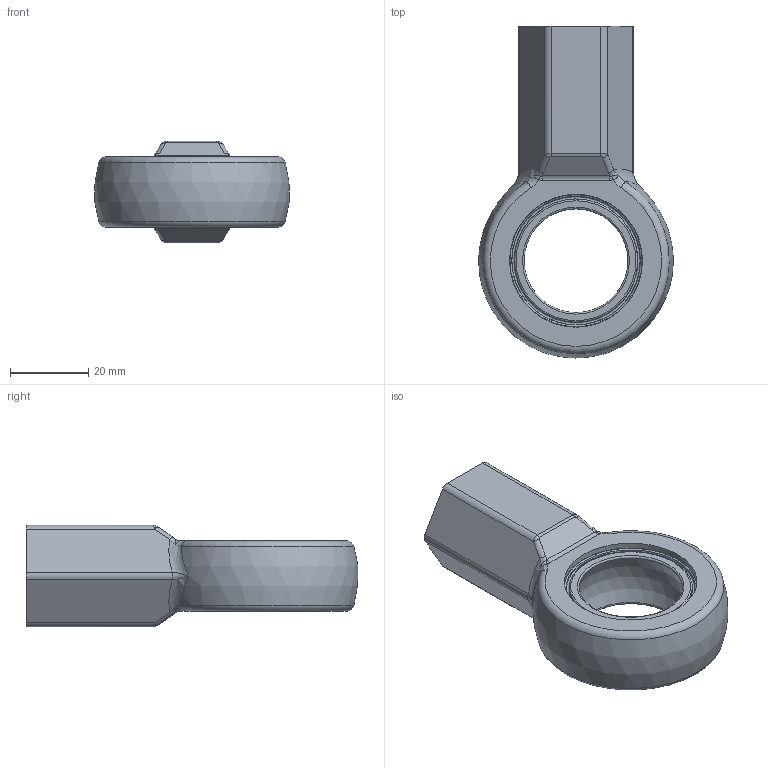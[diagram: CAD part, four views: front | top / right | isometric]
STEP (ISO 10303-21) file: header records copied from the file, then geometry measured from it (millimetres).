
FILE_DESCRIPTION(/* description */ (''),/* implementation_level */ '2;1');
FILE_NAME(/* name */ 'JOINT_EYE_END v1.step',/* time_stamp */ '2023-09-26T17:08:07+02:00',/* author */ (''),/* organization */ (''),/* preprocessor_version */ 'ST-DEVELOPER v20',/* originating_system */ 'Autodesk Translation Framework v12.14.0.127',/* authorisation */ '');
FILE_SCHEMA (('AUTOMOTIVE_DESIGN { 1 0 10303 214 3 1 1 }'));
Length unit declared in the file: millimetre
Products named in the file (1): JOINT_EYE_END
Bounding box: 49.69 x 84.87 x 26 mm (x, y, z)
Volume: 36985.8 mm3; surface area: 11820.9 mm2
Topology: 1 solids, 1 shells, 76 faces, 173 edges, 97 vertices
Faces by surface type: bspline 22, cylinder 17, plane 15, torus 14, cone 6, sphere 2
Full cylindrical faces by diameter (mm): 15 x1, 34.008 x2
Entity records: 2626 total; most frequent: CARTESIAN_POINT 998, ORIENTED_EDGE 332, DIRECTION 327, EDGE_CURVE 166, AXIS2_PLACEMENT_3D 142, VERTEX_POINT 97, EDGE_LOOP 83, CIRCLE 79
